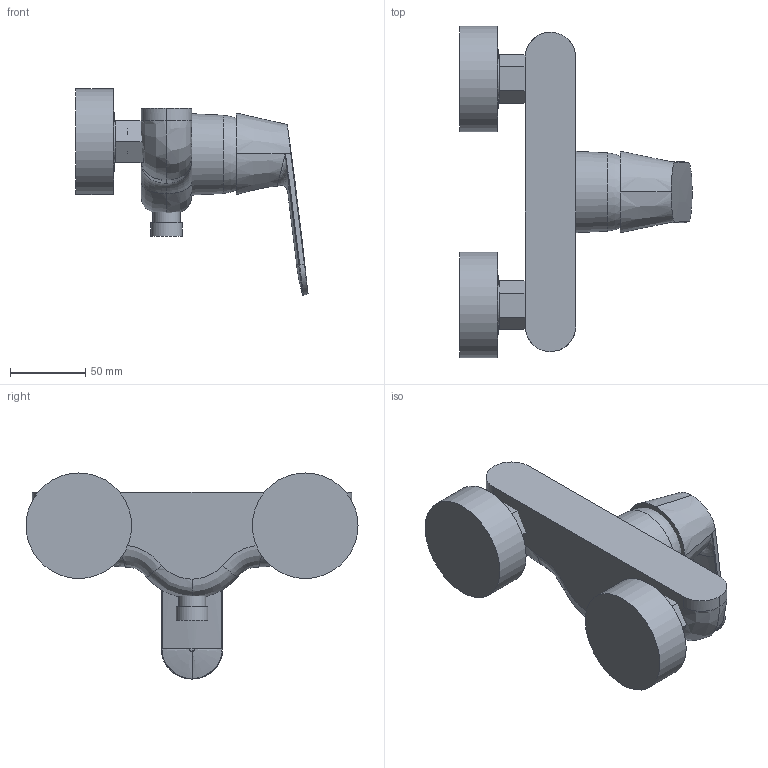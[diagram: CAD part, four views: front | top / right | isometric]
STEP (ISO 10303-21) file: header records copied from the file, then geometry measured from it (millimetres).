
FILE_DESCRIPTION(/* description */ ('Unknown'),/* implementation_level */ '2;1');
FILE_NAME(/* name */ '32837000',/* time_stamp */ '2022-09-01T12:47:33+02:00',/* author */ ('Unknown'),/* organization */ ('GROHE AG'),/* preprocessor_version */ 'ST-DEVELOPER v16.7',/* originating_system */ 'DEX',/* authorisation */ $);
FILE_SCHEMA (('AUTOMOTIVE_DESIGN {1 0 10303 214 3 1 1}'));
Length unit declared in the file: millimetre
Products named in the file (6): 32837000; 32837000_0; TRIM_SUR; id132; SQUARE#8
Assembly tree (5 placements, depth 2):
  32837000
    32837000
    32837000_0
    TRIM_SUR
    id132
    SQUARE#8
Bounding box: 153.84 x 220 x 136.61 mm (x, y, z)
Volume: 528722.7 mm3; surface area: 92090.1 mm2
Topology: 3 solids, 10 shells, 70 faces, 176 edges, 107 vertices
Faces by surface type: bspline 39, plane 20, cylinder 7, sphere 3, torus 1
Full cylindrical faces by diameter (mm): 18 x1, 20.96 x1, 26.44 x2, 70 x2
Entity records: 6257 total; most frequent: CARTESIAN_POINT 4670, ORIENTED_EDGE 279, EDGE_CURVE 159, DIRECTION 144, B_SPLINE_CURVE_WITH_KNOTS 105, VERTEX_POINT 105, EDGE_LOOP 79, FACE_BOUND 79
